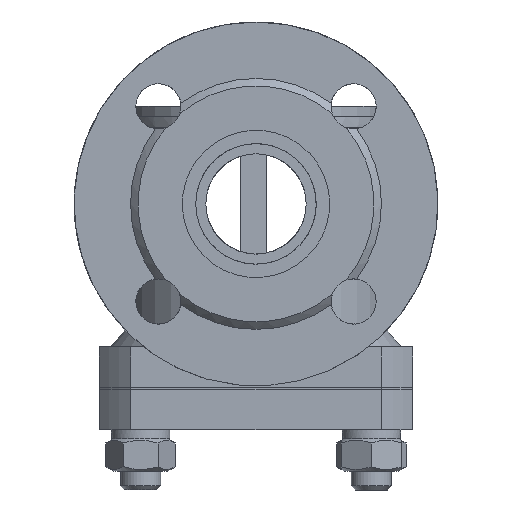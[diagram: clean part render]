
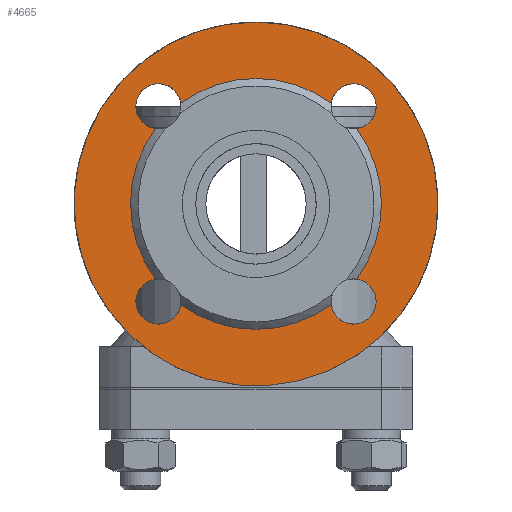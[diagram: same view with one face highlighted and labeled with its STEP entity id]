
A CAD part, left-side view. The second image highlights one B-rep face of the part: STEP entity #4665.
In plain terms, the highlighted face is planar.
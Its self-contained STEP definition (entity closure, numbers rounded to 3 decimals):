
#4297=CARTESIAN_POINT('',(-48.884,19.579,5.));
#4298=VERTEX_POINT('',#4297);
#4310=CARTESIAN_POINT('',(-41.503,31.749,5.));
#4311=VERTEX_POINT('',#4310);
#4312=CARTESIAN_POINT('',(-49.904,28.521,5.));
#4313=DIRECTION('',(0.,0.,1.0));
#4314=DIRECTION('',(-0.238,0.971,0.));
#4315=AXIS2_PLACEMENT_3D('',#4312,#4313,#4314);
#4316=CIRCLE('',#4315,9.0);
#4317=EDGE_CURVE('',#4311,#4298,#4316,.T.);
#4356=CARTESIAN_POINT('',(16.702,46.007,5.));
#4357=VERTEX_POINT('',#4356);
#4369=CARTESIAN_POINT('',(28.872,38.626,5.));
#4370=VERTEX_POINT('',#4369);
#4371=CARTESIAN_POINT('',(25.644,47.027,5.));
#4372=DIRECTION('',(0.,0.,1.0));
#4373=DIRECTION('',(0.971,0.238,0.));
#4374=AXIS2_PLACEMENT_3D('',#4371,#4372,#4373);
#4375=CIRCLE('',#4374,9.0);
#4376=EDGE_CURVE('',#4370,#4357,#4375,.T.);
#4415=CARTESIAN_POINT('',(43.13,-19.579,5.));
#4416=VERTEX_POINT('',#4415);
#4428=CARTESIAN_POINT('',(35.749,-31.749,5.));
#4429=VERTEX_POINT('',#4428);
#4430=CARTESIAN_POINT('',(44.15,-28.521,5.));
#4431=DIRECTION('',(0.,0.,1.0));
#4432=DIRECTION('',(0.238,-0.971,0.));
#4433=AXIS2_PLACEMENT_3D('',#4430,#4431,#4432);
#4434=CIRCLE('',#4433,9.0);
#4435=EDGE_CURVE('',#4429,#4416,#4434,.T.);
#4536=CARTESIAN_POINT('',(-22.456,-46.007,5.));
#4537=VERTEX_POINT('',#4536);
#4538=CARTESIAN_POINT('',(-2.877,0.,5.));
#4539=DIRECTION('',(0.,0.,-1.0));
#4540=DIRECTION('',(-0.971,-0.238,0.));
#4541=AXIS2_PLACEMENT_3D('',#4538,#4539,#4540);
#4542=CIRCLE('',#4541,50.);
#4543=EDGE_CURVE('',#4429,#4537,#4542,.T.);
#4564=CARTESIAN_POINT('',(-2.877,0.,5.));
#4565=DIRECTION('',(0.,0.,-1.0));
#4566=DIRECTION('',(-0.971,-0.238,0.));
#4567=AXIS2_PLACEMENT_3D('',#4564,#4565,#4566);
#4568=CIRCLE('',#4567,50.);
#4569=EDGE_CURVE('',#4370,#4416,#4568,.T.);
#4582=CARTESIAN_POINT('',(-2.877,0.,5.));
#4583=DIRECTION('',(0.,0.,-1.0));
#4584=DIRECTION('',(-0.971,-0.238,0.));
#4585=AXIS2_PLACEMENT_3D('',#4582,#4583,#4584);
#4586=CIRCLE('',#4585,50.);
#4587=EDGE_CURVE('',#4311,#4357,#4586,.T.);
#4600=CARTESIAN_POINT('',(-34.626,-38.626,5.));
#4601=VERTEX_POINT('',#4600);
#4602=CARTESIAN_POINT('',(-31.398,-47.027,5.));
#4603=DIRECTION('',(0.,0.,1.0));
#4604=DIRECTION('',(-0.971,-0.238,0.));
#4605=AXIS2_PLACEMENT_3D('',#4602,#4603,#4604);
#4606=CIRCLE('',#4605,9.);
#4607=EDGE_CURVE('',#4601,#4537,#4606,.T.);
#4633=CARTESIAN_POINT('',(-62.368,-14.573,5.));
#4634=DIRECTION('',(0.0,0.0,1.0));
#4635=DIRECTION('',(-0.971,-0.238,0.0));
#4636=AXIS2_PLACEMENT_3D('',#4633,#4634,#4635);
#4637=PLANE('',#4636);
#4638=CARTESIAN_POINT('',(-73.295,-17.249,5.));
#4639=VERTEX_POINT('',#4638);
#4640=CARTESIAN_POINT('',(-2.877,0.,5.));
#4641=DIRECTION('',(0.0,0.0,1.0));
#4642=DIRECTION('',(1.0,0.0,0.0));
#4643=AXIS2_PLACEMENT_3D('',#4640,#4641,#4642);
#4644=CIRCLE('',#4643,72.5);
#4645=EDGE_CURVE('',#4639,#4639,#4644,.T.);
#4646=ORIENTED_EDGE('',*,*,#4645,.F.);
#4647=EDGE_LOOP('',(#4646));
#4648=FACE_OUTER_BOUND('',#4647,.T.);
#4649=ORIENTED_EDGE('',*,*,#4317,.T.);
#4650=CARTESIAN_POINT('',(-2.877,0.,5.));
#4651=DIRECTION('',(0.,0.,-1.0));
#4652=DIRECTION('',(-0.971,-0.238,0.));
#4653=AXIS2_PLACEMENT_3D('',#4650,#4651,#4652);
#4654=CIRCLE('',#4653,50.);
#4655=EDGE_CURVE('',#4601,#4298,#4654,.T.);
#4656=ORIENTED_EDGE('',*,*,#4655,.F.);
#4657=ORIENTED_EDGE('',*,*,#4607,.T.);
#4658=ORIENTED_EDGE('',*,*,#4543,.F.);
#4659=ORIENTED_EDGE('',*,*,#4435,.T.);
#4660=ORIENTED_EDGE('',*,*,#4569,.F.);
#4661=ORIENTED_EDGE('',*,*,#4376,.T.);
#4662=ORIENTED_EDGE('',*,*,#4587,.F.);
#4663=EDGE_LOOP('',(#4649,#4656,#4657,#4658,#4659,#4660,#4661,#4662));
#4664=FACE_BOUND('',#4663,.T.);
#4665=ADVANCED_FACE('',(#4648,#4664),#4637,.F.);
